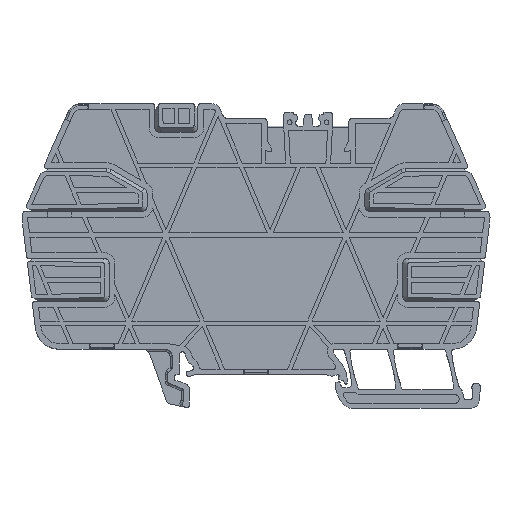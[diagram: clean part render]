
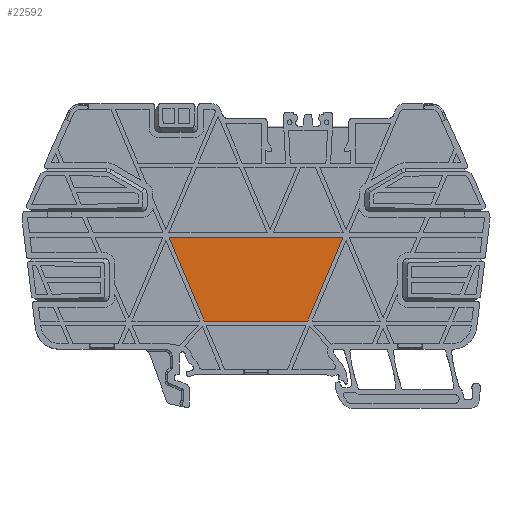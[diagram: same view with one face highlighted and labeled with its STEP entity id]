
A CAD part, left-side view. The second image highlights one B-rep face of the part: STEP entity #22592.
In plain terms, the highlighted planar face has unit normal (-1, 0, 0).
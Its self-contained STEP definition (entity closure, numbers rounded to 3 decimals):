
#19876=AXIS2_PLACEMENT_3D('Plane Axis2P3D',#19873,#19874,#19875) ;
#19873=CARTESIAN_POINT('Axis2P3D Location',(1.025,49.399,6.75)) ;
#22558=CARTESIAN_POINT('Line Origine',(1.025,49.399,18.4)) ;
#22562=CARTESIAN_POINT('Vertex',(1.025,38.485,18.4)) ;
#22564=CARTESIAN_POINT('Vertex',(1.025,60.313,18.4)) ;
#22567=CARTESIAN_POINT('Line Origine',(1.025,34.765,27.25)) ;
#22571=CARTESIAN_POINT('Vertex',(1.025,31.045,36.1)) ;
#22574=CARTESIAN_POINT('Line Origine',(1.025,49.399,36.1)) ;
#22578=CARTESIAN_POINT('Vertex',(1.025,67.754,36.1)) ;
#22581=CARTESIAN_POINT('Line Origine',(1.025,64.033,27.25)) ;
#19874=DIRECTION('Axis2P3D Direction',(1.,0.,0.)) ;
#19875=DIRECTION('Axis2P3D XDirection',(0.,1.,0.)) ;
#22559=DIRECTION('Vector Direction',(0.,1.,0.)) ;
#22568=DIRECTION('Vector Direction',(0.,0.388,-0.922)) ;
#22575=DIRECTION('Vector Direction',(0.,-1.,0.)) ;
#22582=DIRECTION('Vector Direction',(0.,-0.388,-0.922)) ;
#22560=VECTOR('Line Direction',#22559,1.) ;
#22569=VECTOR('Line Direction',#22568,1.) ;
#22576=VECTOR('Line Direction',#22575,1.) ;
#22583=VECTOR('Line Direction',#22582,1.) ;
#22587=ORIENTED_EDGE('',*,*,#22566,.F.) ;
#22588=ORIENTED_EDGE('',*,*,#22573,.F.) ;
#22589=ORIENTED_EDGE('',*,*,#22580,.F.) ;
#22590=ORIENTED_EDGE('',*,*,#22585,.T.) ;
#22592=ADVANCED_FACE('TXL PP',(#22591),#19877,.F.) ;
#22566=EDGE_CURVE('',#22563,#22565,#22561,.T.) ;
#22573=EDGE_CURVE('',#22572,#22563,#22570,.T.) ;
#22580=EDGE_CURVE('',#22579,#22572,#22577,.T.) ;
#22585=EDGE_CURVE('',#22579,#22565,#22584,.T.) ;
#22586=EDGE_LOOP('',(#22587,#22588,#22589,#22590)) ;
#22591=FACE_OUTER_BOUND('',#22586,.T.) ;
#22561=LINE('Line',#22558,#22560) ;
#22570=LINE('Line',#22567,#22569) ;
#22577=LINE('Line',#22574,#22576) ;
#22584=LINE('Line',#22581,#22583) ;
#19877=PLANE('',#19876) ;
#22563=VERTEX_POINT('',#22562) ;
#22565=VERTEX_POINT('',#22564) ;
#22572=VERTEX_POINT('',#22571) ;
#22579=VERTEX_POINT('',#22578) ;
